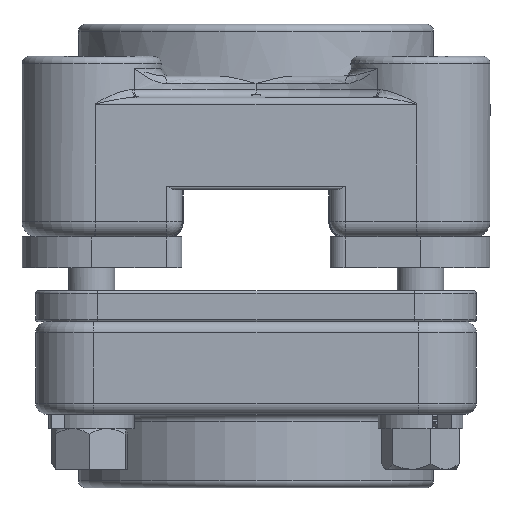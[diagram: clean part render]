
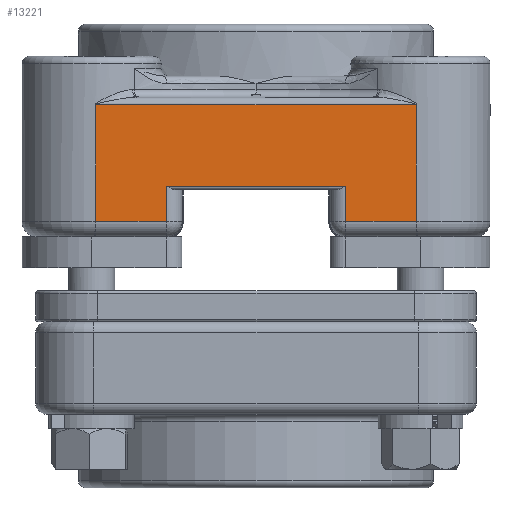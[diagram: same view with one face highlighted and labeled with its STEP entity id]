
A CAD part, front view. The second image highlights one B-rep face of the part: STEP entity #13221.
In plain terms, the highlighted face is planar.
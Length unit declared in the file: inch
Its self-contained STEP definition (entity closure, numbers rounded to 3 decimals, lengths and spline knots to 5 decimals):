
#1220=PLANE('',#14182);
#1815=LINE('',#25598,#2709);
#1817=LINE('',#25609,#2711);
#1818=LINE('',#25611,#2712);
#1819=LINE('',#25613,#2713);
#1820=LINE('',#25615,#2714);
#1821=LINE('',#25617,#2715);
#1822=LINE('',#25619,#2716);
#1823=LINE('',#25620,#2717);
#2709=VECTOR('',#16382,1.45);
#2711=VECTOR('',#16386,0.285);
#2712=VECTOR('',#16387,0.285);
#2713=VECTOR('',#16388,0.57164);
#2714=VECTOR('',#16389,0.945);
#2715=VECTOR('',#16390,2.59327);
#2716=VECTOR('',#16391,0.945);
#2717=VECTOR('',#16392,0.57164);
#3796=FACE_OUTER_BOUND('',#4749,.T.);
#4749=EDGE_LOOP('',(#10823,#10824,#10825,#10826,#10827,#10828,#10829,#10830));
#6375=VERTEX_POINT('',#25590);
#6376=VERTEX_POINT('',#25597);
#6378=VERTEX_POINT('',#25608);
#6379=VERTEX_POINT('',#25610);
#6380=VERTEX_POINT('',#25612);
#6381=VERTEX_POINT('',#25614);
#6382=VERTEX_POINT('',#25616);
#6383=VERTEX_POINT('',#25618);
#7943=EDGE_CURVE('',#6375,#6376,#1815,.T.);
#7946=EDGE_CURVE('',#6376,#6378,#1817,.T.);
#7947=EDGE_CURVE('',#6375,#6379,#1818,.T.);
#7948=EDGE_CURVE('',#6380,#6379,#1819,.T.);
#7949=EDGE_CURVE('',#6381,#6380,#1820,.T.);
#7950=EDGE_CURVE('',#6382,#6381,#1821,.T.);
#7951=EDGE_CURVE('',#6382,#6383,#1822,.T.);
#7952=EDGE_CURVE('',#6378,#6383,#1823,.T.);
#10823=ORIENTED_EDGE('',*,*,#7946,.F.);
#10824=ORIENTED_EDGE('',*,*,#7943,.F.);
#10825=ORIENTED_EDGE('',*,*,#7947,.T.);
#10826=ORIENTED_EDGE('',*,*,#7948,.F.);
#10827=ORIENTED_EDGE('',*,*,#7949,.F.);
#10828=ORIENTED_EDGE('',*,*,#7950,.F.);
#10829=ORIENTED_EDGE('',*,*,#7951,.T.);
#10830=ORIENTED_EDGE('',*,*,#7952,.F.);
#13221=ADVANCED_FACE('',(#3796),#1220,.T.);
#14182=AXIS2_PLACEMENT_3D('',#25607,#16384,#16385);
#16382=DIRECTION('',(-1.,0.,0.));
#16384=DIRECTION('center_axis',(0.,0.,1.));
#16385=DIRECTION('ref_axis',(1.,0.,0.));
#16386=DIRECTION('',(0.,-1.,0.));
#16387=DIRECTION('',(0.,-1.,0.));
#16388=DIRECTION('',(-1.,0.,0.));
#16389=DIRECTION('',(0.,-1.,0.));
#16390=DIRECTION('',(1.,0.,0.));
#16391=DIRECTION('',(0.,-1.,0.));
#16392=DIRECTION('',(-1.,0.,0.));
#25590=CARTESIAN_POINT('',(0.725,0.03,1.891));
#25597=CARTESIAN_POINT('',(-0.725,0.03,1.891));
#25598=CARTESIAN_POINT('',(0.66425,0.03,1.891));
#25607=CARTESIAN_POINT('Origin',(1.3285,0.,1.891));
#25608=CARTESIAN_POINT('',(-0.725,-0.255,1.891));
#25609=CARTESIAN_POINT('',(-0.725,0.,1.891));
#25610=CARTESIAN_POINT('',(0.725,-0.255,1.891));
#25611=CARTESIAN_POINT('',(0.725,0.,1.891));
#25612=CARTESIAN_POINT('',(1.29664,-0.255,1.891));
#25613=CARTESIAN_POINT('',(1.28414,-0.255,1.891));
#25614=CARTESIAN_POINT('',(1.29664,0.69,1.891));
#25615=CARTESIAN_POINT('',(1.29664,0.,1.891));
#25616=CARTESIAN_POINT('',(-1.29664,0.69,1.891));
#25617=CARTESIAN_POINT('',(0.66425,0.69,1.891));
#25618=CARTESIAN_POINT('',(-1.29664,-0.255,1.891));
#25619=CARTESIAN_POINT('',(-1.29664,0.,1.891));
#25620=CARTESIAN_POINT('',(0.04436,-0.255,1.891));
